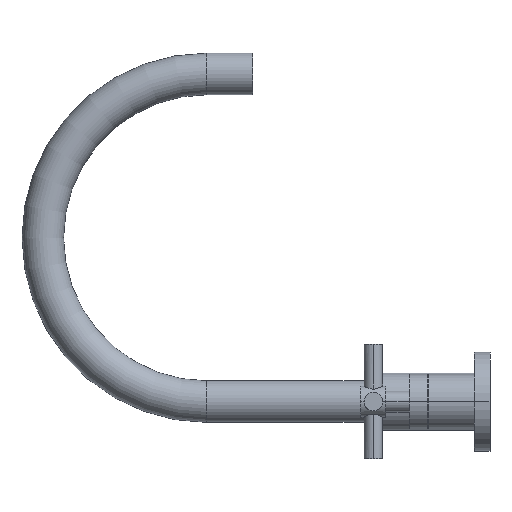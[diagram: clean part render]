
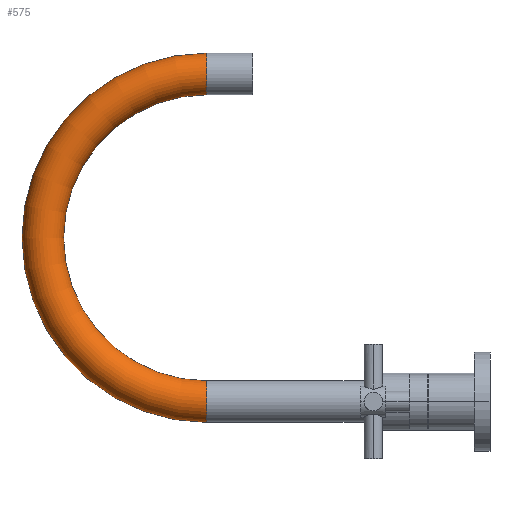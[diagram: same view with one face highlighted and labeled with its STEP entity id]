
A CAD part, left-side view. The second image highlights one B-rep face of the part: STEP entity #575.
In plain terms, the highlighted toroidal (fillet/blend) face has major radius 100.013 mm and minor radius 12.7 mm.
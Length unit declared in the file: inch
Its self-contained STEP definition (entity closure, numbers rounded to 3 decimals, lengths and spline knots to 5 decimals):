
#290=CARTESIAN_POINT('',(0.,6.81,3.9375));
#291=DIRECTION('',(1.,0.,0.));
#292=DIRECTION('',(0.,0.,-1.));
#293=AXIS2_PLACEMENT_3D('',#290,#291,#292);
#298=CARTESIAN_POINT('',(0.,6.81,0.));
#299=DIRECTION('',(0.,1.,0.));
#300=DIRECTION('',(0.,0.,-1.));
#301=AXIS2_PLACEMENT_3D('',#298,#299,#300);
#306=CARTESIAN_POINT('',(0.,6.81,3.9375));
#307=DIRECTION('',(1.,0.,0.));
#308=DIRECTION('',(0.,0.,-1.));
#309=AXIS2_PLACEMENT_3D('',#306,#307,#308);
#328=CARTESIAN_POINT('',(0.,6.81,7.875));
#329=DIRECTION('',(0.,-1.,0.));
#330=DIRECTION('',(0.,0.,1.));
#331=AXIS2_PLACEMENT_3D('',#328,#329,#330);
#364=CARTESIAN_POINT('',(0.,6.81,0.5));
#365=CARTESIAN_POINT('',(0.,6.81,-0.5));
#366=VERTEX_POINT('',#364);
#367=VERTEX_POINT('',#365);
#368=CARTESIAN_POINT('',(0.,6.81,7.375));
#369=CARTESIAN_POINT('',(0.,6.81,8.375));
#370=VERTEX_POINT('',#368);
#371=VERTEX_POINT('',#369);
#563=CARTESIAN_POINT('',(0.,6.81,3.9375));
#564=DIRECTION('',(1.,0.,0.));
#565=DIRECTION('',(0.,0.,1.));
#566=AXIS2_PLACEMENT_3D('',#563,#564,#565);
#567=TOROIDAL_SURFACE('',#566,3.9375,0.5);
#568=ORIENTED_EDGE('',*,*,#401,.F.);
#569=ORIENTED_EDGE('',*,*,#558,.T.);
#571=ORIENTED_EDGE('',*,*,#570,.T.);
#572=ORIENTED_EDGE('',*,*,#554,.F.);
#573=EDGE_LOOP('',(#568,#569,#571,#572));
#574=FACE_OUTER_BOUND('',#573,.F.);
#294=CIRCLE('',#293,3.4375);
#302=CIRCLE('',#301,0.5);
#310=CIRCLE('',#309,4.4375);
#332=CIRCLE('',#331,0.5);
#401=EDGE_CURVE('',#367,#366,#302,.T.);
#554=EDGE_CURVE('',#366,#370,#294,.T.);
#558=EDGE_CURVE('',#367,#371,#310,.T.);
#570=EDGE_CURVE('',#371,#370,#332,.T.);
#575=ADVANCED_FACE('',(#574),#567,.T.);
